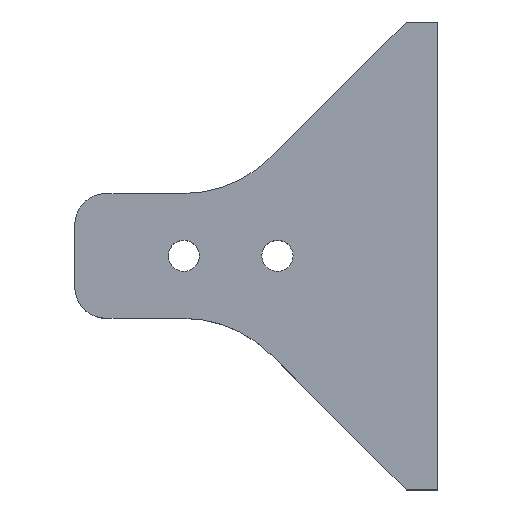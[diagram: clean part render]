
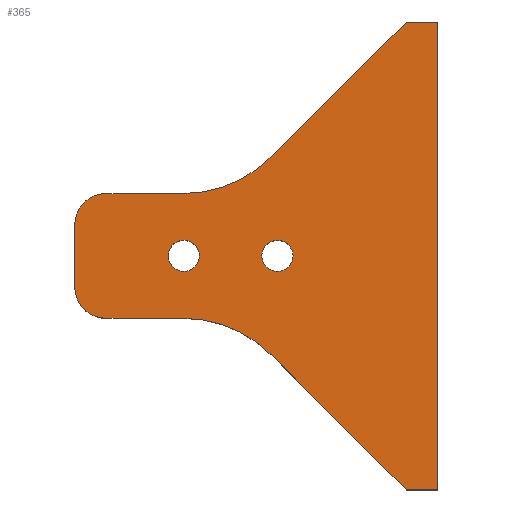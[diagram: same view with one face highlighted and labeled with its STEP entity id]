
A CAD part, top view. The second image highlights one B-rep face of the part: STEP entity #365.
In plain terms, the highlighted planar face has unit normal (0, 0, 1).
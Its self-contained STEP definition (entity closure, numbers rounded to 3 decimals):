
#27=FACE_BOUND('',#52,.T.);
#28=FACE_BOUND('',#53,.T.);
#31=FACE_OUTER_BOUND('',#51,.T.);
#51=EDGE_LOOP('',(#249,#250,#251,#252,#253,#254,#255,#256,#257,#258,#259,
#260));
#52=EDGE_LOOP('',(#261));
#53=EDGE_LOOP('',(#262));
#75=CIRCLE('',#401,8.);
#76=CIRCLE('',#402,2.);
#77=CIRCLE('',#403,2.);
#78=CIRCLE('',#404,8.);
#79=CIRCLE('',#405,1.);
#80=CIRCLE('',#406,1.);
#91=LINE('',#556,#127);
#92=LINE('',#558,#128);
#93=LINE('',#560,#129);
#94=LINE('',#564,#130);
#95=LINE('',#568,#131);
#96=LINE('',#572,#132);
#97=LINE('',#576,#133);
#98=LINE('',#577,#134);
#127=VECTOR('',#443,10.);
#128=VECTOR('',#444,10.);
#129=VECTOR('',#445,10.);
#130=VECTOR('',#448,10.);
#131=VECTOR('',#451,10.);
#132=VECTOR('',#454,10.);
#133=VECTOR('',#457,10.);
#134=VECTOR('',#458,10.);
#163=VERTEX_POINT('',#554);
#164=VERTEX_POINT('',#555);
#165=VERTEX_POINT('',#557);
#166=VERTEX_POINT('',#559);
#167=VERTEX_POINT('',#561);
#168=VERTEX_POINT('',#563);
#169=VERTEX_POINT('',#565);
#170=VERTEX_POINT('',#567);
#171=VERTEX_POINT('',#569);
#172=VERTEX_POINT('',#571);
#173=VERTEX_POINT('',#573);
#174=VERTEX_POINT('',#575);
#175=VERTEX_POINT('',#578);
#176=VERTEX_POINT('',#580);
#197=EDGE_CURVE('',#163,#164,#91,.T.);
#198=EDGE_CURVE('',#165,#164,#92,.T.);
#199=EDGE_CURVE('',#166,#165,#93,.T.);
#200=EDGE_CURVE('',#167,#166,#75,.T.);
#201=EDGE_CURVE('',#167,#168,#94,.T.);
#202=EDGE_CURVE('',#169,#168,#76,.T.);
#203=EDGE_CURVE('',#169,#170,#95,.T.);
#204=EDGE_CURVE('',#171,#170,#77,.T.);
#205=EDGE_CURVE('',#171,#172,#96,.T.);
#206=EDGE_CURVE('',#173,#172,#78,.T.);
#207=EDGE_CURVE('',#174,#173,#97,.T.);
#208=EDGE_CURVE('',#163,#174,#98,.T.);
#209=EDGE_CURVE('',#175,#175,#79,.T.);
#210=EDGE_CURVE('',#176,#176,#80,.T.);
#249=ORIENTED_EDGE('',*,*,#197,.T.);
#250=ORIENTED_EDGE('',*,*,#198,.F.);
#251=ORIENTED_EDGE('',*,*,#199,.F.);
#252=ORIENTED_EDGE('',*,*,#200,.F.);
#253=ORIENTED_EDGE('',*,*,#201,.T.);
#254=ORIENTED_EDGE('',*,*,#202,.F.);
#255=ORIENTED_EDGE('',*,*,#203,.T.);
#256=ORIENTED_EDGE('',*,*,#204,.F.);
#257=ORIENTED_EDGE('',*,*,#205,.T.);
#258=ORIENTED_EDGE('',*,*,#206,.F.);
#259=ORIENTED_EDGE('',*,*,#207,.F.);
#260=ORIENTED_EDGE('',*,*,#208,.F.);
#261=ORIENTED_EDGE('',*,*,#209,.T.);
#262=ORIENTED_EDGE('',*,*,#210,.T.);
#353=PLANE('',#400);
#365=ADVANCED_FACE('',(#31,#27,#28),#353,.T.);
#400=AXIS2_PLACEMENT_3D('',#553,#441,#442);
#401=AXIS2_PLACEMENT_3D('',#562,#446,#447);
#402=AXIS2_PLACEMENT_3D('',#566,#449,#450);
#403=AXIS2_PLACEMENT_3D('',#570,#452,#453);
#404=AXIS2_PLACEMENT_3D('',#574,#455,#456);
#405=AXIS2_PLACEMENT_3D('',#579,#459,#460);
#406=AXIS2_PLACEMENT_3D('',#581,#461,#462);
#441=DIRECTION('center_axis',(0.,0.,1.));
#442=DIRECTION('ref_axis',(1.,0.,0.));
#443=DIRECTION('',(0.,1.,0.));
#444=DIRECTION('',(1.,0.,0.));
#445=DIRECTION('',(0.707,0.707,0.));
#446=DIRECTION('center_axis',(0.,0.,1.));
#447=DIRECTION('ref_axis',(0.383,-0.924,0.));
#448=DIRECTION('',(-1.,0.,0.));
#449=DIRECTION('center_axis',(0.,0.,-1.));
#450=DIRECTION('ref_axis',(-0.707,0.707,0.));
#451=DIRECTION('',(0.,-1.,0.));
#452=DIRECTION('center_axis',(0.,0.,-1.));
#453=DIRECTION('ref_axis',(-0.707,-0.707,0.));
#454=DIRECTION('',(1.,0.,0.));
#455=DIRECTION('center_axis',(0.,0.,1.));
#456=DIRECTION('ref_axis',(0.383,0.924,0.));
#457=DIRECTION('',(-0.707,0.707,0.));
#458=DIRECTION('',(-1.,0.,0.));
#459=DIRECTION('center_axis',(0.,0.,-1.));
#460=DIRECTION('ref_axis',(-1.,0.,0.));
#461=DIRECTION('center_axis',(0.,0.,-1.));
#462=DIRECTION('ref_axis',(-1.,0.,0.));
#553=CARTESIAN_POINT('Origin',(0.,0.,4.));
#554=CARTESIAN_POINT('',(13.25,-15.,4.));
#555=CARTESIAN_POINT('',(13.25,15.,4.));
#556=CARTESIAN_POINT('',(13.25,4.,4.));
#557=CARTESIAN_POINT('',(11.25,15.,4.));
#558=CARTESIAN_POINT('',(6.125,15.,4.));
#559=CARTESIAN_POINT('',(2.593,6.343,4.));
#560=CARTESIAN_POINT('',(1.937,5.688,4.));
#561=CARTESIAN_POINT('',(-3.064,4.,4.));
#562=CARTESIAN_POINT('Origin',(-3.064,12.,4.));
#563=CARTESIAN_POINT('',(-8.,4.,4.));
#564=CARTESIAN_POINT('',(5.,4.,4.));
#565=CARTESIAN_POINT('',(-10.,2.,4.));
#566=CARTESIAN_POINT('Origin',(-8.,2.,4.));
#567=CARTESIAN_POINT('',(-10.,-2.,4.));
#568=CARTESIAN_POINT('',(-10.,2.5,4.));
#569=CARTESIAN_POINT('',(-8.,-4.,4.));
#570=CARTESIAN_POINT('Origin',(-8.,-2.,4.));
#571=CARTESIAN_POINT('',(-3.064,-4.,4.));
#572=CARTESIAN_POINT('',(-5.,-4.,4.));
#573=CARTESIAN_POINT('',(2.593,-6.343,4.));
#574=CARTESIAN_POINT('Origin',(-3.064,-12.,4.));
#575=CARTESIAN_POINT('',(11.25,-15.,4.));
#576=CARTESIAN_POINT('',(1.937,-5.688,4.));
#577=CARTESIAN_POINT('',(6.125,-15.,4.));
#578=CARTESIAN_POINT('',(4.,0.,4.));
#579=CARTESIAN_POINT('Origin',(3.,0.,4.));
#580=CARTESIAN_POINT('',(-2.,0.,4.));
#581=CARTESIAN_POINT('Origin',(-3.,0.,4.));
